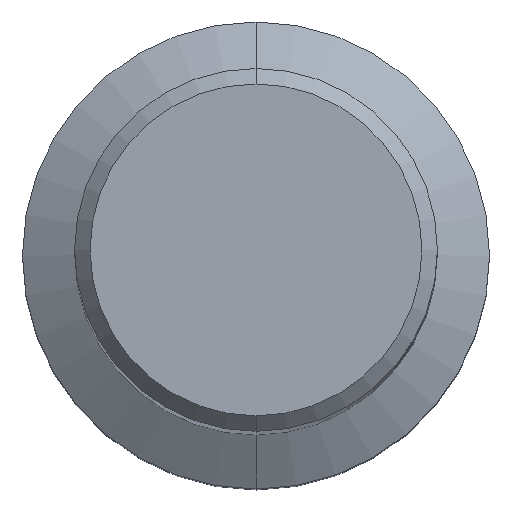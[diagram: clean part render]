
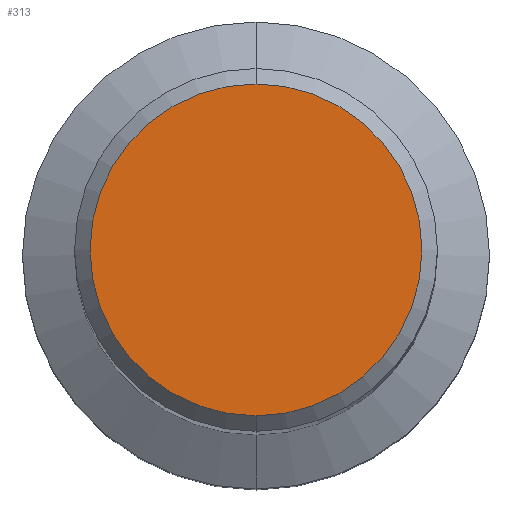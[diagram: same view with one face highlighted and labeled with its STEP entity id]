
A CAD part, top view. The second image highlights one B-rep face of the part: STEP entity #313.
In plain terms, the highlighted planar face has unit normal (0, 0, 1).
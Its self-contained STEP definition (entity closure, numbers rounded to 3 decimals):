
#223=VERTEX_POINT('',#611);
#277=EDGE_CURVE('',#369,#223,#671,.T.);
#301=EDGE_CURVE('',#223,#369,#699,.T.);
#313=ADVANCED_FACE('',(#713),#714,.T.);
#369=VERTEX_POINT('',#773);
#611=CARTESIAN_POINT('',(0.,-4.264,0.0));
#671=CIRCLE('',#1135,4.264);
#699=CIRCLE('',#1183,4.264);
#713=FACE_OUTER_BOUND('',#1201,.T.);
#714=PLANE('',#1202);
#773=CARTESIAN_POINT('',(0.0,4.264,0.0));
#1135=AXIS2_PLACEMENT_3D('',#1877,#1878,#1879);
#1183=AXIS2_PLACEMENT_3D('',#1915,#1916,#1917);
#1201=EDGE_LOOP('',(#1937,#1938));
#1202=AXIS2_PLACEMENT_3D('',#1939,#1940,#1941);
#1877=CARTESIAN_POINT('',(0.0,0.0,0.0));
#1878=DIRECTION('',(0.0,0.0,-1.0));
#1879=DIRECTION('',(0.0,1.0,0.0));
#1915=CARTESIAN_POINT('',(0.0,0.0,0.0));
#1916=DIRECTION('',(0.0,0.0,-1.0));
#1917=DIRECTION('',(0.0,1.0,0.0));
#1937=ORIENTED_EDGE('',*,*,#277,.F.);
#1938=ORIENTED_EDGE('',*,*,#301,.F.);
#1939=CARTESIAN_POINT('',(0.0,2.132,0.0));
#1940=DIRECTION('',(-0.0,0.0,1.0));
#1941=DIRECTION('',(0.0,-1.0,0.0));
